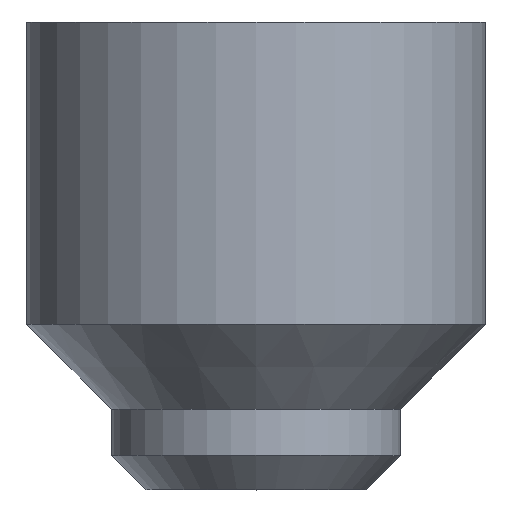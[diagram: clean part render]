
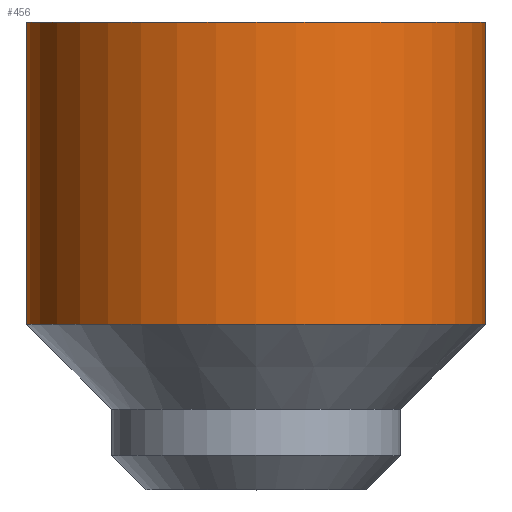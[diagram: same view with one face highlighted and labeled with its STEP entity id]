
A CAD part, top view. The second image highlights one B-rep face of the part: STEP entity #456.
In plain terms, the highlighted cylindrical face has radius 11.4 mm (diameter 22.8 mm), a partial arc.
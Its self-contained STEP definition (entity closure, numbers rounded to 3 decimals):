
#23 = ORIENTED_EDGE ( 'NONE', *, *, #294, .T. ) ;
#45 = CARTESIAN_POINT ( 'NONE',  ( -11.4, 0., 0. ) ) ;
#63 = DIRECTION ( 'NONE',  ( 0., 1., 0. ) ) ;
#67 = CARTESIAN_POINT ( 'NONE',  ( 0., 0., 0. ) ) ;
#69 = EDGE_CURVE ( 'NONE', #146, #104, #154, .T. ) ;
#82 = CARTESIAN_POINT ( 'NONE',  ( 11.4, 15., 0. ) ) ;
#86 = AXIS2_PLACEMENT_3D ( 'NONE', #306, #387, #173 ) ;
#104 = VERTEX_POINT ( 'NONE', #82 ) ;
#125 = AXIS2_PLACEMENT_3D ( 'NONE', #67, #412, #199 ) ;
#129 = FACE_OUTER_BOUND ( 'NONE', #316, .T. ) ;
#146 = VERTEX_POINT ( 'NONE', #333 ) ;
#150 = EDGE_CURVE ( 'NONE', #489, #452, #320, .T. ) ;
#154 = LINE ( 'NONE', #235, #186 ) ;
#165 = CYLINDRICAL_SURFACE ( 'NONE', #401, 11.4 ) ;
#173 = DIRECTION ( 'NONE',  ( -1., 0., 0. ) ) ;
#186 = VECTOR ( 'NONE', #327, 1000. ) ;
#190 = ORIENTED_EDGE ( 'NONE', *, *, #150, .F. ) ;
#193 = CARTESIAN_POINT ( 'NONE',  ( -11.4, 51.274, 0. ) ) ;
#199 = DIRECTION ( 'NONE',  ( -1., 0., 0. ) ) ;
#223 = VECTOR ( 'NONE', #63, 1000. ) ;
#235 = CARTESIAN_POINT ( 'NONE',  ( 11.4, 51.274, 0. ) ) ;
#246 = CIRCLE ( 'NONE', #86, 11.4 ) ;
#294 = EDGE_CURVE ( 'NONE', #489, #146, #517, .T. ) ;
#296 = CARTESIAN_POINT ( 'NONE',  ( 0., 51.274, 0. ) ) ;
#306 = CARTESIAN_POINT ( 'NONE',  ( 0., 15., 0. ) ) ;
#316 = EDGE_LOOP ( 'NONE', ( #23, #438, #407, #190 ) ) ;
#320 = LINE ( 'NONE', #193, #223 ) ;
#327 = DIRECTION ( 'NONE',  ( 0., 1., 0. ) ) ;
#333 = CARTESIAN_POINT ( 'NONE',  ( 11.4, 0., 0. ) ) ;
#387 = DIRECTION ( 'NONE',  ( 0., 1., 0. ) ) ;
#401 = AXIS2_PLACEMENT_3D ( 'NONE', #296, #460, #503 ) ;
#407 = ORIENTED_EDGE ( 'NONE', *, *, #527, .F. ) ;
#412 = DIRECTION ( 'NONE',  ( 0., 1., 0. ) ) ;
#438 = ORIENTED_EDGE ( 'NONE', *, *, #69, .T. ) ;
#452 = VERTEX_POINT ( 'NONE', #497 ) ;
#456 = ADVANCED_FACE ( 'NONE', ( #129 ), #165, .T. ) ;
#460 = DIRECTION ( 'NONE',  ( 0., 1., 0. ) ) ;
#489 = VERTEX_POINT ( 'NONE', #45 ) ;
#497 = CARTESIAN_POINT ( 'NONE',  ( -11.4, 15., 0. ) ) ;
#503 = DIRECTION ( 'NONE',  ( -1., 0., 0. ) ) ;
#517 = CIRCLE ( 'NONE', #125, 11.4 ) ;
#527 = EDGE_CURVE ( 'NONE', #452, #104, #246, .T. ) ;
